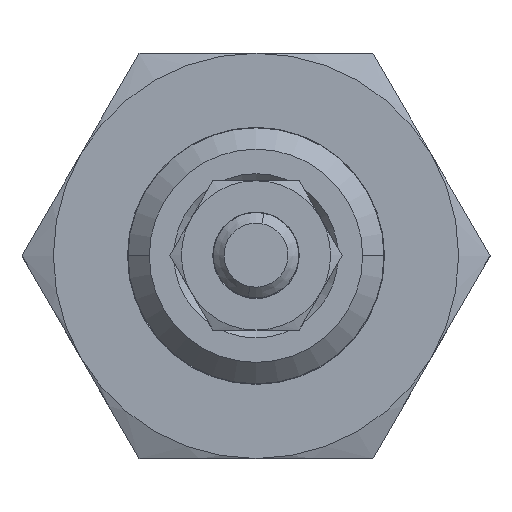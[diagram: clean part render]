
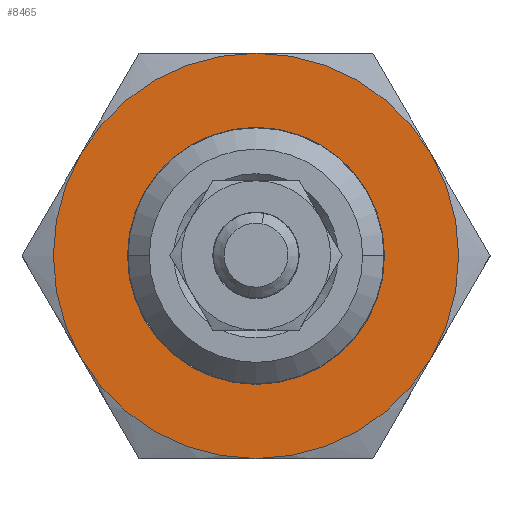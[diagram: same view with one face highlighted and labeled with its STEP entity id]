
A CAD part, top view. The second image highlights one B-rep face of the part: STEP entity #8465.
In plain terms, the highlighted planar face has unit normal (0, 0, 1).
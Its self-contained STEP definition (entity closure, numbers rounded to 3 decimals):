
#49 = CIRCLE ( 'NONE', #4282, 9.5 ) ;
#123 = VERTEX_POINT ( 'NONE', #4370 ) ;
#141 = DIRECTION ( 'NONE',  ( 0., 0., -1. ) ) ;
#155 = ORIENTED_EDGE ( 'NONE', *, *, #1950, .T. ) ;
#666 = CIRCLE ( 'NONE', #4163, 9.5 ) ;
#762 = AXIS2_PLACEMENT_3D ( 'NONE', #9528, #1480, #5874 ) ;
#884 = CARTESIAN_POINT ( 'NONE',  ( 0., 0., 135. ) ) ;
#962 = DIRECTION ( 'NONE',  ( 0., 0., -1. ) ) ;
#1228 = ORIENTED_EDGE ( 'NONE', *, *, #9226, .F. ) ;
#1367 = DIRECTION ( 'NONE',  ( 0., 0., -1. ) ) ;
#1395 = DIRECTION ( 'NONE',  ( 0., 0., -1. ) ) ;
#1416 = DIRECTION ( 'NONE',  ( 0.866, -0.5, 0. ) ) ;
#1480 = DIRECTION ( 'NONE',  ( 0., 0., -1. ) ) ;
#1712 = AXIS2_PLACEMENT_3D ( 'NONE', #11183, #9523, #5163 ) ;
#1909 = CARTESIAN_POINT ( 'NONE',  ( 0., 9.5, 135. ) ) ;
#1935 = CARTESIAN_POINT ( 'NONE',  ( 8.227, -4.75, 135. ) ) ;
#1950 = EDGE_CURVE ( 'NONE', #9974, #4281, #2806, .T. ) ;
#2080 = AXIS2_PLACEMENT_3D ( 'NONE', #9307, #1367, #7476 ) ;
#2092 = CARTESIAN_POINT ( 'NONE',  ( 0., 0., 135. ) ) ;
#2806 = CIRCLE ( 'NONE', #2080, 6.025 ) ;
#2832 = EDGE_LOOP ( 'NONE', ( #3867, #155 ) ) ;
#3121 = EDGE_CURVE ( 'NONE', #4281, #9974, #4467, .T. ) ;
#3209 = FACE_OUTER_BOUND ( 'NONE', #8029, .T. ) ;
#3427 = ORIENTED_EDGE ( 'NONE', *, *, #10843, .F. ) ;
#3664 = DIRECTION ( 'NONE',  ( 0.866, -0.5, 0. ) ) ;
#3867 = ORIENTED_EDGE ( 'NONE', *, *, #3121, .T. ) ;
#3900 = CARTESIAN_POINT ( 'NONE',  ( 0., 0., 135. ) ) ;
#4163 = AXIS2_PLACEMENT_3D ( 'NONE', #2092, #1395, #8309 ) ;
#4224 = CARTESIAN_POINT ( 'NONE',  ( 5.218, -3.013, 135. ) ) ;
#4228 = CARTESIAN_POINT ( 'NONE',  ( -8.227, 4.75, 135. ) ) ;
#4272 = CIRCLE ( 'NONE', #9035, 9.5 ) ;
#4281 = VERTEX_POINT ( 'NONE', #9746 ) ;
#4282 = AXIS2_PLACEMENT_3D ( 'NONE', #10561, #962, #3664 ) ;
#4298 = AXIS2_PLACEMENT_3D ( 'NONE', #3900, #6612, #7419 ) ;
#4370 = CARTESIAN_POINT ( 'NONE',  ( 0., -9.5, 135. ) ) ;
#4467 = CIRCLE ( 'NONE', #7225, 6.025 ) ;
#4472 = AXIS2_PLACEMENT_3D ( 'NONE', #8501, #9354, #8446 ) ;
#4518 = DIRECTION ( 'NONE',  ( 0.866, -0.5, 0. ) ) ;
#4649 = VERTEX_POINT ( 'NONE', #4228 ) ;
#4824 = CARTESIAN_POINT ( 'NONE',  ( 0., 0., 135. ) ) ;
#4910 = EDGE_CURVE ( 'NONE', #4649, #6643, #666, .T. ) ;
#5163 = DIRECTION ( 'NONE',  ( 0.866, -0.5, 0. ) ) ;
#5273 = CARTESIAN_POINT ( 'NONE',  ( 8.227, 4.75, 135. ) ) ;
#5698 = DIRECTION ( 'NONE',  ( 0., 0., -1. ) ) ;
#5874 = DIRECTION ( 'NONE',  ( 0.866, -0.5, 0. ) ) ;
#6077 = VERTEX_POINT ( 'NONE', #5273 ) ;
#6318 = ORIENTED_EDGE ( 'NONE', *, *, #10648, .F. ) ;
#6612 = DIRECTION ( 'NONE',  ( 0., 0., -1. ) ) ;
#6643 = VERTEX_POINT ( 'NONE', #1909 ) ;
#6686 = CIRCLE ( 'NONE', #1712, 9.5 ) ;
#7211 = ORIENTED_EDGE ( 'NONE', *, *, #8827, .F. ) ;
#7225 = AXIS2_PLACEMENT_3D ( 'NONE', #4824, #5698, #1416 ) ;
#7295 = VERTEX_POINT ( 'NONE', #8449 ) ;
#7419 = DIRECTION ( 'NONE',  ( 0.866, -0.5, 0. ) ) ;
#7476 = DIRECTION ( 'NONE',  ( 0.866, -0.5, 0. ) ) ;
#8029 = EDGE_LOOP ( 'NONE', ( #3427, #1228, #9115, #9276, #6318, #7211 ) ) ;
#8309 = DIRECTION ( 'NONE',  ( 0.866, -0.5, 0. ) ) ;
#8446 = DIRECTION ( 'NONE',  ( 0.866, -0.5, 0. ) ) ;
#8449 = CARTESIAN_POINT ( 'NONE',  ( -8.227, -4.75, 135. ) ) ;
#8465 = ADVANCED_FACE ( 'NONE', ( #10331, #3209 ), #9583, .F. ) ;
#8501 = CARTESIAN_POINT ( 'NONE',  ( 0., 0., 135. ) ) ;
#8585 = VERTEX_POINT ( 'NONE', #1935 ) ;
#8827 = EDGE_CURVE ( 'NONE', #123, #7295, #4272, .T. ) ;
#9035 = AXIS2_PLACEMENT_3D ( 'NONE', #884, #141, #4518 ) ;
#9115 = ORIENTED_EDGE ( 'NONE', *, *, #10721, .F. ) ;
#9226 = EDGE_CURVE ( 'NONE', #6077, #8585, #49, .T. ) ;
#9276 = ORIENTED_EDGE ( 'NONE', *, *, #4910, .F. ) ;
#9307 = CARTESIAN_POINT ( 'NONE',  ( 0., 0., 135. ) ) ;
#9354 = DIRECTION ( 'NONE',  ( 0., 0., -1. ) ) ;
#9424 = CIRCLE ( 'NONE', #4472, 9.5 ) ;
#9523 = DIRECTION ( 'NONE',  ( 0., 0., -1. ) ) ;
#9528 = CARTESIAN_POINT ( 'NONE',  ( 0., 0., 135. ) ) ;
#9583 = PLANE ( 'NONE',  #762 ) ;
#9608 = CIRCLE ( 'NONE', #4298, 9.5 ) ;
#9746 = CARTESIAN_POINT ( 'NONE',  ( -5.218, 3.013, 135. ) ) ;
#9974 = VERTEX_POINT ( 'NONE', #4224 ) ;
#10331 = FACE_BOUND ( 'NONE', #2832, .T. ) ;
#10561 = CARTESIAN_POINT ( 'NONE',  ( 0., 0., 135. ) ) ;
#10648 = EDGE_CURVE ( 'NONE', #7295, #4649, #9424, .T. ) ;
#10721 = EDGE_CURVE ( 'NONE', #6643, #6077, #9608, .T. ) ;
#10843 = EDGE_CURVE ( 'NONE', #8585, #123, #6686, .T. ) ;
#11183 = CARTESIAN_POINT ( 'NONE',  ( 0., 0., 135. ) ) ;
